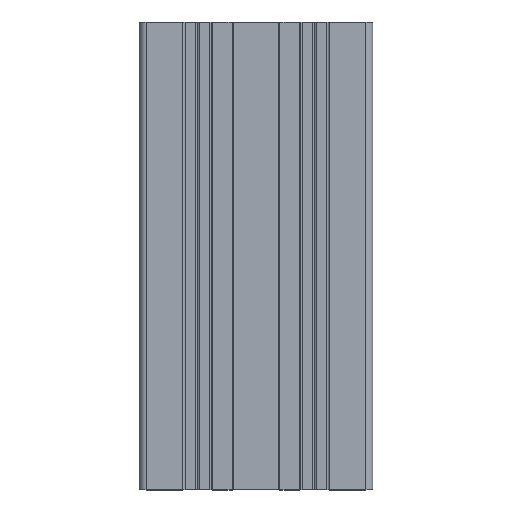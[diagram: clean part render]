
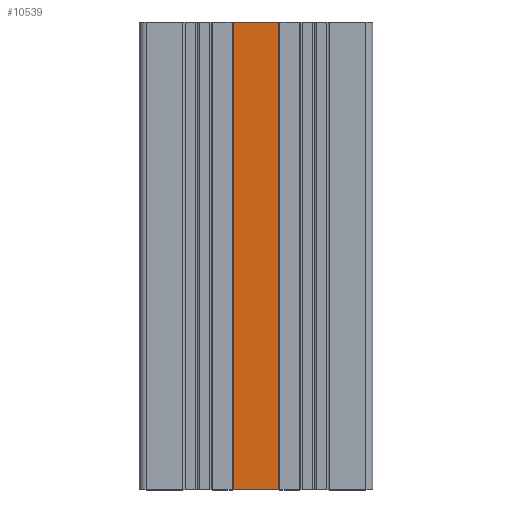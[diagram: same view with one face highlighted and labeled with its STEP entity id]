
A CAD part, top view. The second image highlights one B-rep face of the part: STEP entity #10539.
In plain terms, the highlighted planar face has unit normal (0, 0, 1).
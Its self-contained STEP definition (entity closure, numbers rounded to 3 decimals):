
#164=PLANE('',#11301);
#573=FACE_OUTER_BOUND('',#1111,.T.);
#1111=EDGE_LOOP('',(#7809,#7810,#7811,#7812));
#1938=LINE('',#16502,#3066);
#1939=LINE('',#16506,#3067);
#1940=LINE('',#16508,#3068);
#1941=LINE('',#16509,#3069);
#3066=VECTOR('',#13296,200.);
#3067=VECTOR('',#13301,19.6);
#3068=VECTOR('',#13302,200.);
#3069=VECTOR('',#13303,19.6);
#4663=VERTEX_POINT('',#16499);
#4664=VERTEX_POINT('',#16501);
#4665=VERTEX_POINT('',#16505);
#4666=VERTEX_POINT('',#16507);
#5967=EDGE_CURVE('',#4664,#4663,#1938,.T.);
#5969=EDGE_CURVE('',#4663,#4665,#1939,.T.);
#5970=EDGE_CURVE('',#4666,#4665,#1940,.T.);
#5971=EDGE_CURVE('',#4664,#4666,#1941,.T.);
#7809=ORIENTED_EDGE('',*,*,#5969,.T.);
#7810=ORIENTED_EDGE('',*,*,#5970,.F.);
#7811=ORIENTED_EDGE('',*,*,#5971,.F.);
#7812=ORIENTED_EDGE('',*,*,#5967,.T.);
#10539=ADVANCED_FACE('',(#573),#164,.T.);
#11301=AXIS2_PLACEMENT_3D('',#16504,#13299,#13300);
#13296=DIRECTION('',(0.,1.,0.));
#13299=DIRECTION('center_axis',(0.,0.,1.));
#13300=DIRECTION('ref_axis',(1.,0.,0.));
#13301=DIRECTION('',(-1.,0.,0.));
#13302=DIRECTION('',(0.,1.,0.));
#13303=DIRECTION('',(-1.,0.,0.));
#16499=CARTESIAN_POINT('',(9.8,200.,49.));
#16501=CARTESIAN_POINT('',(9.8,0.,49.));
#16502=CARTESIAN_POINT('',(9.8,0.,49.));
#16504=CARTESIAN_POINT('Origin',(-9.8,0.,49.));
#16505=CARTESIAN_POINT('',(-9.8,200.,49.));
#16506=CARTESIAN_POINT('',(-4.9,200.,49.));
#16507=CARTESIAN_POINT('',(-9.8,0.,49.));
#16508=CARTESIAN_POINT('',(-9.8,0.,49.));
#16509=CARTESIAN_POINT('',(-4.9,0.,49.));
